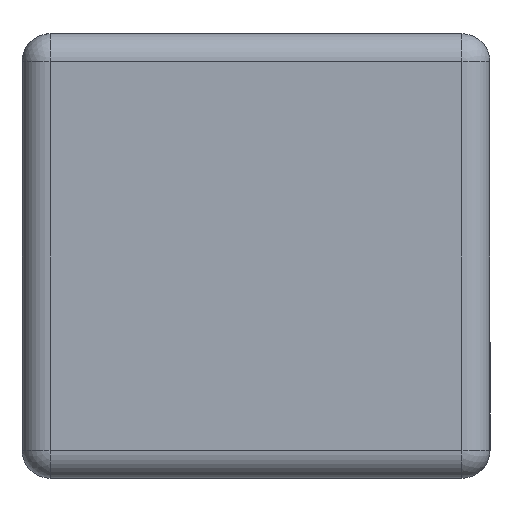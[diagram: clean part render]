
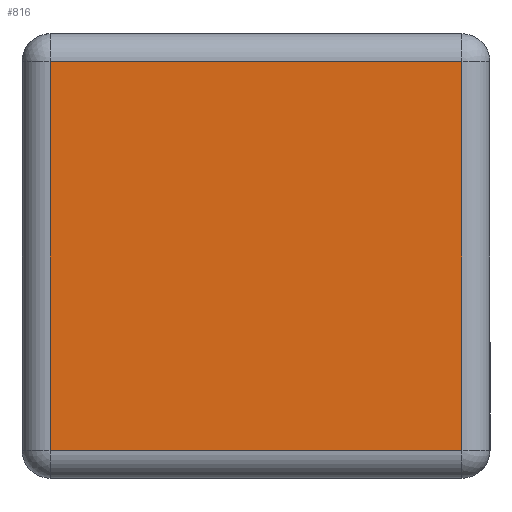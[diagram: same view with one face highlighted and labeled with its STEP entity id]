
A CAD part, left-side view. The second image highlights one B-rep face of the part: STEP entity #816.
In plain terms, the highlighted planar face has unit normal (-1, 0, 0).
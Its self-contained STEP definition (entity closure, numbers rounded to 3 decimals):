
#40=PLANE('',#950);
#80=LINE('',#1451,#131);
#83=LINE('',#1455,#134);
#88=LINE('',#1463,#139);
#89=LINE('',#1465,#140);
#131=VECTOR('',#1203,10.);
#134=VECTOR('',#1208,10.);
#139=VECTOR('',#1219,10.);
#140=VECTOR('',#1222,10.);
#223=FACE_OUTER_BOUND('',#282,.T.);
#282=EDGE_LOOP('',(#748,#749,#750,#751));
#365=VERTEX_POINT('',#1293);
#369=VERTEX_POINT('',#1305);
#373=VERTEX_POINT('',#1314);
#379=VERTEX_POINT('',#1333);
#513=EDGE_CURVE('',#369,#379,#80,.T.);
#516=EDGE_CURVE('',#379,#373,#83,.T.);
#521=EDGE_CURVE('',#373,#365,#88,.T.);
#522=EDGE_CURVE('',#365,#369,#89,.T.);
#748=ORIENTED_EDGE('',*,*,#513,.F.);
#749=ORIENTED_EDGE('',*,*,#522,.F.);
#750=ORIENTED_EDGE('',*,*,#521,.F.);
#751=ORIENTED_EDGE('',*,*,#516,.F.);
#816=ADVANCED_FACE('',(#223),#40,.T.);
#950=AXIS2_PLACEMENT_3D('',#1475,#1240,#1241);
#1203=DIRECTION('',(0.,0.,-1.));
#1208=DIRECTION('',(0.,1.,0.));
#1219=DIRECTION('',(0.,0.,1.));
#1222=DIRECTION('',(0.,-1.,0.));
#1240=DIRECTION('center_axis',(-1.,0.,0.));
#1241=DIRECTION('ref_axis',(0.,0.,1.));
#1293=CARTESIAN_POINT('',(0.,18.8,17.8));
#1305=CARTESIAN_POINT('',(0.,1.2,17.8));
#1314=CARTESIAN_POINT('',(0.,18.8,1.2));
#1333=CARTESIAN_POINT('',(0.,1.2,1.2));
#1451=CARTESIAN_POINT('',(0.,1.2,4.75));
#1455=CARTESIAN_POINT('',(0.,0.,1.2));
#1463=CARTESIAN_POINT('',(0.,18.8,4.75));
#1465=CARTESIAN_POINT('',(0.,0.,17.8));
#1475=CARTESIAN_POINT('Origin',(0.,0.,0.));
